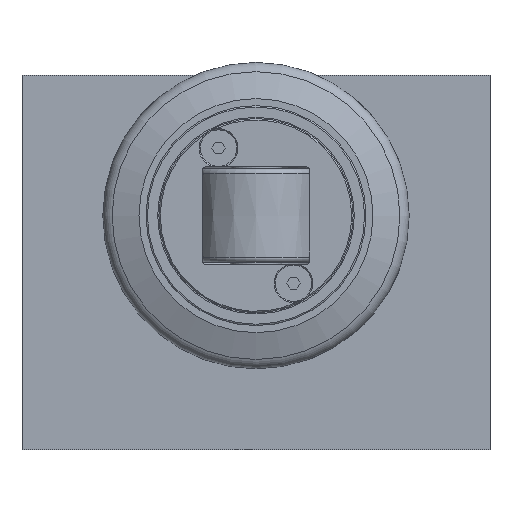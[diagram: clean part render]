
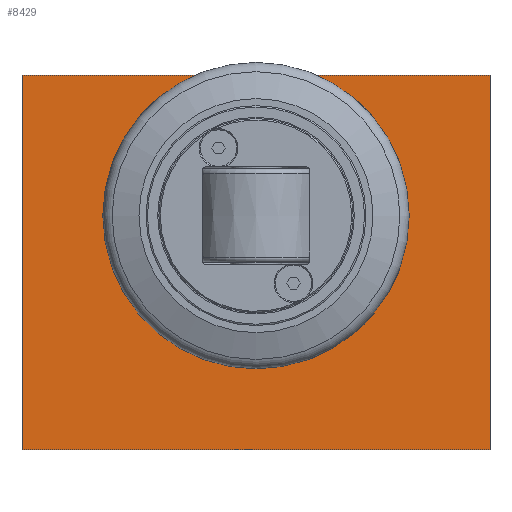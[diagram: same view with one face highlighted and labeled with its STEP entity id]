
A CAD part, front view. The second image highlights one B-rep face of the part: STEP entity #8429.
In plain terms, the highlighted planar face has unit normal (0, -1, 0).
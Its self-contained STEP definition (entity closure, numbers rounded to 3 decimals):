
#56=FACE_BOUND('',#1312,.T.);
#333=PLANE('',#9765);
#822=FACE_OUTER_BOUND('',#1311,.T.);
#1311=EDGE_LOOP('',(#7708,#7709,#7710,#7711));
#1312=EDGE_LOOP('',(#7712));
#2185=CIRCLE('',#9721,20.5);
#2616=LINE('',#15724,#3038);
#2617=LINE('',#15726,#3039);
#2618=LINE('',#15728,#3040);
#2619=LINE('',#15729,#3041);
#3038=VECTOR('',#12801,10.);
#3039=VECTOR('',#12802,10.);
#3040=VECTOR('',#12803,10.);
#3041=VECTOR('',#12804,10.);
#3741=VERTEX_POINT('',#15547);
#3782=VERTEX_POINT('',#15722);
#3783=VERTEX_POINT('',#15723);
#3784=VERTEX_POINT('',#15725);
#3785=VERTEX_POINT('',#15727);
#5038=EDGE_CURVE('',#3741,#3741,#2185,.T.);
#5103=EDGE_CURVE('',#3782,#3783,#2616,.T.);
#5104=EDGE_CURVE('',#3784,#3783,#2617,.T.);
#5105=EDGE_CURVE('',#3785,#3784,#2618,.T.);
#5106=EDGE_CURVE('',#3785,#3782,#2619,.T.);
#7708=ORIENTED_EDGE('',*,*,#5103,.T.);
#7709=ORIENTED_EDGE('',*,*,#5104,.F.);
#7710=ORIENTED_EDGE('',*,*,#5105,.F.);
#7711=ORIENTED_EDGE('',*,*,#5106,.T.);
#7712=ORIENTED_EDGE('',*,*,#5038,.T.);
#8429=ADVANCED_FACE('',(#822,#56),#333,.T.);
#9721=AXIS2_PLACEMENT_3D('',#15549,#12663,#12664);
#9765=AXIS2_PLACEMENT_3D('',#15721,#12799,#12800);
#12663=DIRECTION('center_axis',(0.,1.,0.));
#12664=DIRECTION('ref_axis',(0.,0.,
1.));
#12799=DIRECTION('center_axis',(0.,-1.,0.));
#12800=DIRECTION('ref_axis',(0.,0.,-1.));
#12801=DIRECTION('',(0.,0.,1.));
#12802=DIRECTION('',(1.,0.,0.));
#12803=DIRECTION('',(0.,0.,1.));
#12804=DIRECTION('',(1.,0.,0.));
#15547=CARTESIAN_POINT('',(50.,0.,29.5));
#15549=CARTESIAN_POINT('Origin',(50.,0.,50.));
#15721=CARTESIAN_POINT('Origin',(0.,0.,0.));
#15722=CARTESIAN_POINT('',(100.,0.,0.));
#15723=CARTESIAN_POINT('',(100.,0.,80.));
#15724=CARTESIAN_POINT('',(100.,0.,0.));
#15725=CARTESIAN_POINT('',(0.,0.,80.));
#15726=CARTESIAN_POINT('',(0.,0.,80.));
#15727=CARTESIAN_POINT('',(0.,0.,0.));
#15728=CARTESIAN_POINT('',(0.,0.,0.));
#15729=CARTESIAN_POINT('',(0.,0.,0.));
